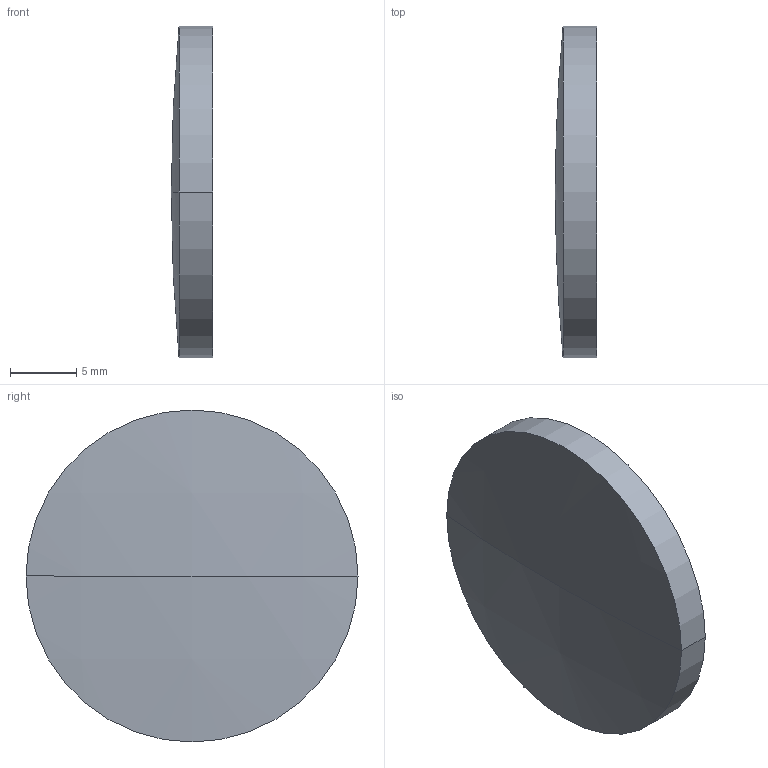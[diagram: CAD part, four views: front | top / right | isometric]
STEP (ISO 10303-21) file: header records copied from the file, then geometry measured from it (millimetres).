
FILE_DESCRIPTION (( 'STEP AP214' ), '1' );
FILE_NAME ('150010.STEP', '2019-07-04T06:19:51', ( '' ), ( '' ), 'SwSTEP 2.0', 'SolidWorks 2016', '' );
FILE_SCHEMA (( 'AUTOMOTIVE_DESIGN' ));
Length unit declared in the file: millimetre
Products named in the file (1): 150010
Bounding box: 3.11 x 25 x 25 mm (x, y, z)
Volume: 1333.4 mm3; surface area: 1181.8 mm2
Topology: 1 solids, 1 shells, 6 faces, 10 edges, 6 vertices
Faces by surface type: sphere 4, cylinder 2
Entity records: 180 total; most frequent: DIRECTION 32, CARTESIAN_POINT 23, ORIENTED_EDGE 20, AXIS2_PLACEMENT_3D 15, EDGE_CURVE 10, CIRCLE 8, FACE_OUTER_BOUND 6, ADVANCED_FACE 6
